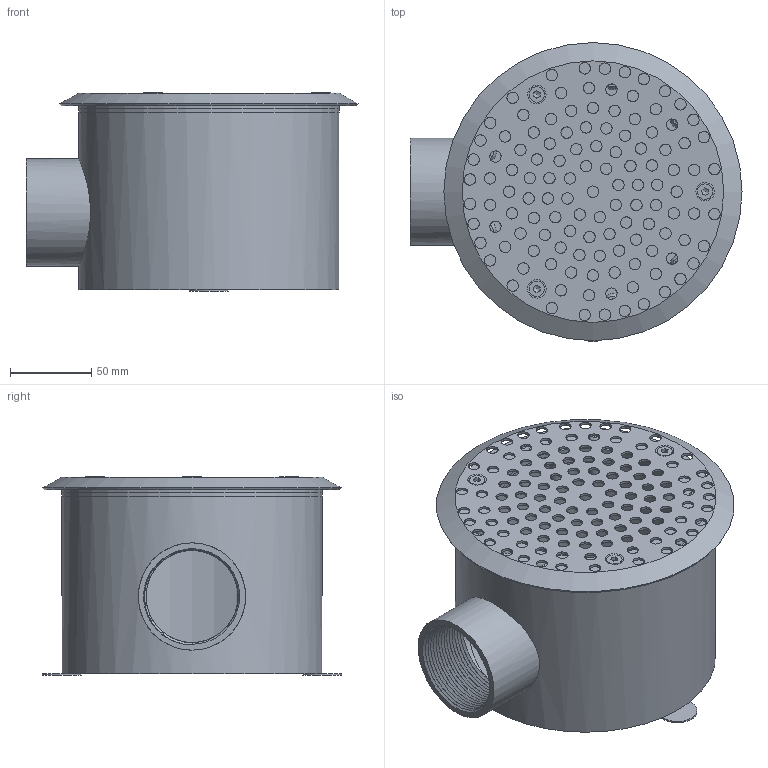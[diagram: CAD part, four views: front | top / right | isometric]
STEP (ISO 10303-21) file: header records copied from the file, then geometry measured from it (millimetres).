
FILE_DESCRIPTION(('STEP AP214'), '1');
FILE_NAME('栖闉罻', '2024-07-01T09:09:30', ('Runwill'), (''), 'C3D Converter', 'C3D Toolkit', '');
FILE_SCHEMA(('AUTOMOTIVE_DESIGN { 1 0 10303 214 3 1 1}'));
Length unit declared in the file: millimetre
Assembly tree (29 placements, depth 2):
  (unnamed)
    (unnamed)
    (unnamed)  x4
    (unnamed)  x2
    (unnamed)
    (unnamed)  x9
    (unnamed)
    (unnamed)
    (unnamed)
    (unnamed)
    (unnamed)  x2
    (unnamed)
    (unnamed)  x5
Bounding box: 204.16 x 184 x 122.02 mm (x, y, z)
Volume: 260269.8 mm3; surface area: 311291.6 mm2
Topology: 29 solids, 29 shells, 461 faces, 1132 edges, 736 vertices
Faces by surface type: cylinder 240, plane 147, cone 44, torus 15, sphere 9, bspline 6
Full cylindrical faces by diameter (mm): 4.917 x12, 6 x12, 7 x129, 7.5 x43, 10 x12, 11.34 x3, 24 x2, 66 x1, 116 x4, 157.6 x1, 160 x4
Entity records: 26174 total; most frequent: CARTESIAN_POINT 18188, DIRECTION 1274, ORIENTED_EDGE 1116, EDGE_LOOP 830, AXIS2_PLACEMENT_3D 600, EDGE_CURVE 558, VERTEX_POINT 500, FACE_BOUND 440
